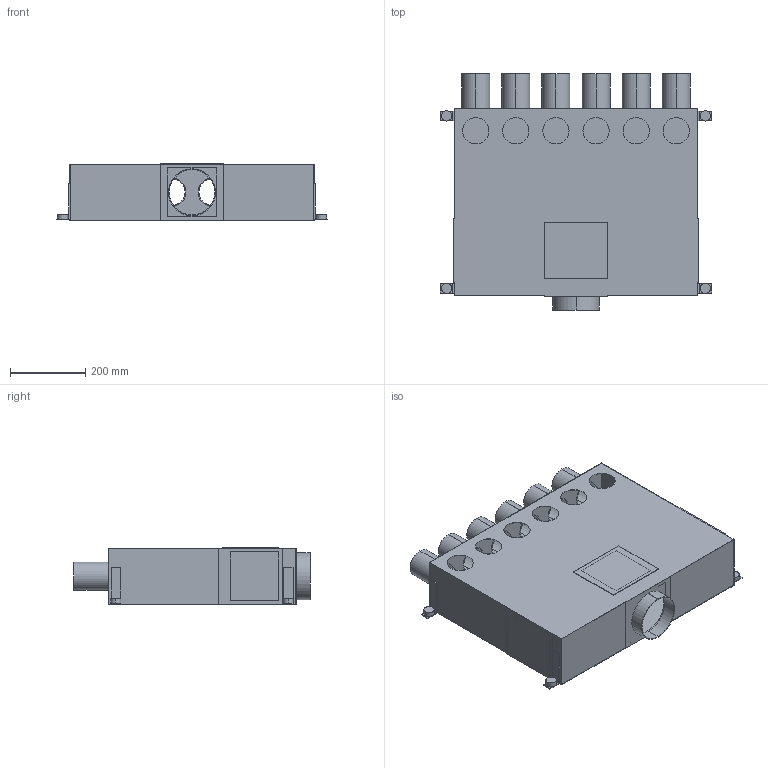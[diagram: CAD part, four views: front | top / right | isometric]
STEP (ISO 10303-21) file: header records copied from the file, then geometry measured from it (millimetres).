
FILE_DESCRIPTION(('Creo Elements/Direct Modeling STEP Export'),'2;1');
FILE_NAME('KALV-RV-75-125-6.stp','2021-03-05T11:12:34',(''),(''),'PTC Creo Elements/Direct Modeling STEP processor for AP214 (Solid Model)','PTC Creo Elements/Direct Modeling 19.0C 15-Aug-2015 (C) Parametric Technology GmbH','');
FILE_SCHEMA(('AUTOMOTIVE_DESIGN { 1 0 10303 214 1 1 1 1 }'));
Length unit declared in the file: millimetre
Products named in the file (1): KALV-RV-75-125-6
Bounding box: 725 x 630.3 x 151.5 mm (x, y, z)
Volume: 1427321.7 mm3; surface area: 2168332.2 mm2
Topology: 1 solids, 1 shells, 148 faces, 371 edges, 243 vertices
Faces by surface type: plane 100, cylinder 48
Entity records: 4221 total; most frequent: ORIENTED_EDGE 742, CARTESIAN_POINT 708, DIRECTION 674, EDGE_CURVE 371, VECTOR 256, LINE 256, VERTEX_POINT 243, AXIS2_PLACEMENT_3D 209
